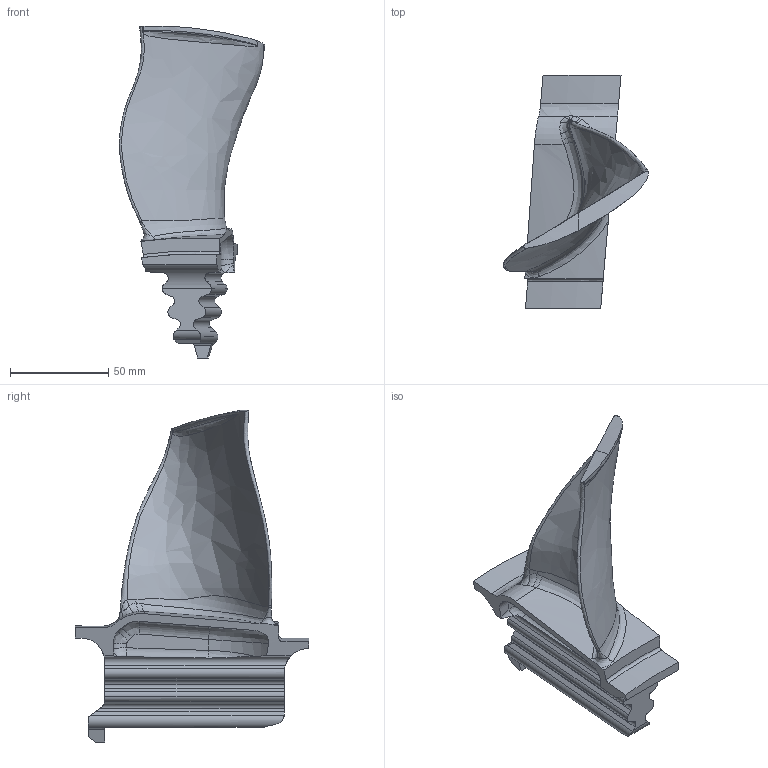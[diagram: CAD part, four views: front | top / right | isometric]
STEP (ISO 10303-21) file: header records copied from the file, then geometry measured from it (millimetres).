
FILE_DESCRIPTION (( 'STEP AP203' ), '1' );
FILE_NAME ('Part_yp_test.STEP', '2023-02-17T07:01:49', ( '' ), ( '' ), 'SwSTEP 2.0', 'SolidWorks 2021', '' );
FILE_SCHEMA (( 'CONFIG_CONTROL_DESIGN' ));
Length unit declared in the file: millimetre
Products named in the file (1): Part_yp_test
Bounding box: 73.88 x 118.57 x 168.88 mm (x, y, z)
Volume: 159391.4 mm3; surface area: 41893.5 mm2
Topology: 1 solids, 1 shells, 140 faces, 379 edges, 238 vertices
Faces by surface type: bspline 50, cylinder 42, plane 38, cone 5, torus 4, sphere 1
Entity records: 14180 total; most frequent: CARTESIAN_POINT 11272, ORIENTED_EDGE 750, DIRECTION 382, EDGE_CURVE 375, VERTEX_POINT 237, B_SPLINE_CURVE_WITH_KNOTS 159, ADVANCED_FACE 140, EDGE_LOOP 140
